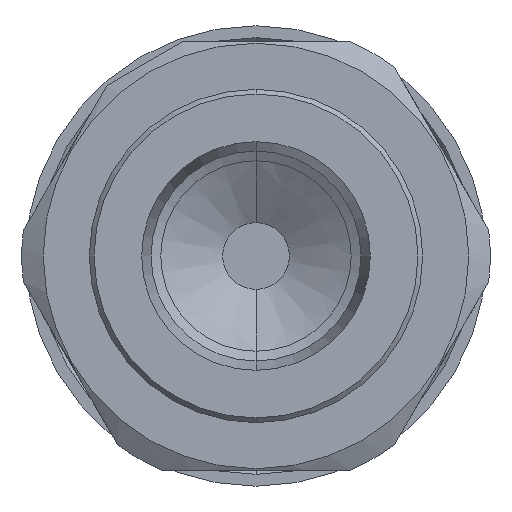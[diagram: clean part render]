
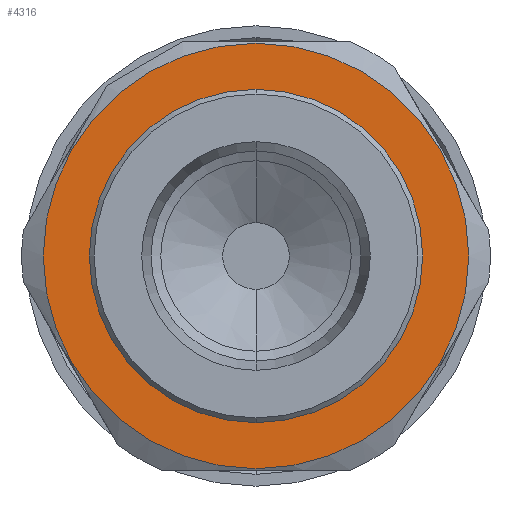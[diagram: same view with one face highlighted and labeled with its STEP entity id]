
A CAD part, front view. The second image highlights one B-rep face of the part: STEP entity #4316.
In plain terms, the highlighted face is planar.
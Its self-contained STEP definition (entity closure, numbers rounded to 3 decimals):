
#88 = FACE_BOUND ( 'NONE', #5598, .T. ) ;
#312 = DIRECTION ( 'NONE',  ( 0., 0., 1. ) ) ;
#601 = DIRECTION ( 'NONE',  ( 0., 0., 1. ) ) ;
#626 = CIRCLE ( 'NONE', #6742, 13.4 ) ;
#998 = CARTESIAN_POINT ( 'NONE',  ( 33.5, 0., 0. ) ) ;
#1067 = ORIENTED_EDGE ( 'NONE', *, *, #1962, .T. ) ;
#1215 = VERTEX_POINT ( 'NONE', #4660 ) ;
#1218 = VERTEX_POINT ( 'NONE', #1938 ) ;
#1670 = DIRECTION ( 'NONE',  ( 0., 0., 1. ) ) ;
#1721 = CIRCLE ( 'NONE', #4625, 10.5 ) ;
#1723 = ORIENTED_EDGE ( 'NONE', *, *, #5171, .F. ) ;
#1901 = ORIENTED_EDGE ( 'NONE', *, *, #6612, .T. ) ;
#1903 = DIRECTION ( 'NONE',  ( -1., 0., 0. ) ) ;
#1938 = CARTESIAN_POINT ( 'NONE',  ( 33.5, 0., -13.4 ) ) ;
#1962 = EDGE_CURVE ( 'NONE', #6441, #1215, #1721, .T. ) ;
#2788 = CARTESIAN_POINT ( 'NONE',  ( 33.5, 13.4, 0. ) ) ;
#3300 = DIRECTION ( 'NONE',  ( 0., 0., 1. ) ) ;
#3323 = DIRECTION ( 'NONE',  ( -1., 0., 0. ) ) ;
#3374 = FACE_OUTER_BOUND ( 'NONE', #7581, .T. ) ;
#3634 = PLANE ( 'NONE',  #7722 ) ;
#3743 = CARTESIAN_POINT ( 'NONE',  ( 33.5, 0., 0. ) ) ;
#3834 = AXIS2_PLACEMENT_3D ( 'NONE', #4621, #5276, #4932 ) ;
#4316 = ADVANCED_FACE ( 'NONE', ( #3374, #88 ), #3634, .F. ) ;
#4374 = CARTESIAN_POINT ( 'NONE',  ( 33.5, 0., -10.5 ) ) ;
#4395 = CARTESIAN_POINT ( 'NONE',  ( 33.5, 0., 13.4 ) ) ;
#4621 = CARTESIAN_POINT ( 'NONE',  ( 33.5, 0., 0. ) ) ;
#4625 = AXIS2_PLACEMENT_3D ( 'NONE', #4813, #6555, #601 ) ;
#4660 = CARTESIAN_POINT ( 'NONE',  ( 33.5, 0., 10.5 ) ) ;
#4813 = CARTESIAN_POINT ( 'NONE',  ( 33.5, 0., 0. ) ) ;
#4932 = DIRECTION ( 'NONE',  ( 0., 0., 1. ) ) ;
#5171 = EDGE_CURVE ( 'NONE', #5287, #1218, #626, .T. ) ;
#5276 = DIRECTION ( 'NONE',  ( -1., 0., 0. ) ) ;
#5287 = VERTEX_POINT ( 'NONE', #4395 ) ;
#5373 = CIRCLE ( 'NONE', #5976, 13.4 ) ;
#5598 = EDGE_LOOP ( 'NONE', ( #1901, #1067 ) ) ;
#5752 = CIRCLE ( 'NONE', #3834, 10.5 ) ;
#5976 = AXIS2_PLACEMENT_3D ( 'NONE', #3743, #1903, #312 ) ;
#6121 = DIRECTION ( 'NONE',  ( -1., 0., 0. ) ) ;
#6268 = EDGE_CURVE ( 'NONE', #1218, #5287, #5373, .T. ) ;
#6441 = VERTEX_POINT ( 'NONE', #4374 ) ;
#6555 = DIRECTION ( 'NONE',  ( -1., 0., 0. ) ) ;
#6612 = EDGE_CURVE ( 'NONE', #1215, #6441, #5752, .T. ) ;
#6742 = AXIS2_PLACEMENT_3D ( 'NONE', #998, #3323, #3300 ) ;
#6956 = ORIENTED_EDGE ( 'NONE', *, *, #6268, .F. ) ;
#7581 = EDGE_LOOP ( 'NONE', ( #1723, #6956 ) ) ;
#7722 = AXIS2_PLACEMENT_3D ( 'NONE', #2788, #6121, #1670 ) ;
